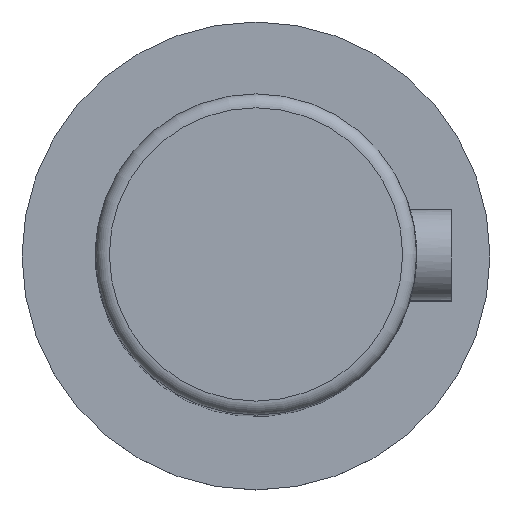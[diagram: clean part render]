
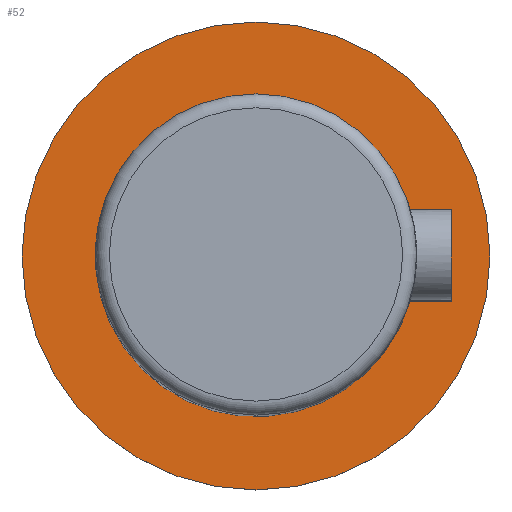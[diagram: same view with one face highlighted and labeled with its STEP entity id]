
A CAD part, top view. The second image highlights one B-rep face of the part: STEP entity #52.
In plain terms, the highlighted planar face has unit normal (0, 0, 1).
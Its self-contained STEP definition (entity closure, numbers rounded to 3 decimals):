
#52 = ADVANCED_FACE( '', ( #111, #112 ), #113, .T. );
#111 = FACE_OUTER_BOUND( '', #178, .T. );
#112 = FACE_BOUND( '', #179, .T. );
#113 = PLANE( '', #180 );
#178 = EDGE_LOOP( '', ( #260 ) );
#179 = EDGE_LOOP( '', ( #261, #262, #263, #264 ) );
#180 = AXIS2_PLACEMENT_3D( '', #265, #266, #267 );
#260 = ORIENTED_EDGE( '', *, *, #385, .T. );
#261 = ORIENTED_EDGE( '', *, *, #386, .F. );
#262 = ORIENTED_EDGE( '', *, *, #387, .F. );
#263 = ORIENTED_EDGE( '', *, *, #388, .F. );
#264 = ORIENTED_EDGE( '', *, *, #389, .F. );
#265 = CARTESIAN_POINT( '', ( 33.5, 0., -62.75 ) );
#266 = DIRECTION( '', ( 0., 0., 1. ) );
#267 = DIRECTION( '', ( 1., 0., 0. ) );
#385 = EDGE_CURVE( '', #451, #451, #452, .T. );
#386 = EDGE_CURVE( '', #453, #454, #455, .T. );
#387 = EDGE_CURVE( '', #456, #453, #457, .T. );
#388 = EDGE_CURVE( '', #458, #456, #459, .T. );
#389 = EDGE_CURVE( '', #454, #458, #460, .T. );
#451 = VERTEX_POINT( '', #540 );
#452 = CIRCLE( '', #541, 33.5 );
#453 = VERTEX_POINT( '', #542 );
#454 = VERTEX_POINT( '', #543 );
#455 = LINE( '', #544, #545 );
#456 = VERTEX_POINT( '', #546 );
#457 = LINE( '', #547, #548 );
#458 = VERTEX_POINT( '', #549 );
#459 = CIRCLE( '', #550, 23. );
#460 = LINE( '', #551, #552 );
#540 = CARTESIAN_POINT( '', ( 33.5, 0., -62.75 ) );
#541 = AXIS2_PLACEMENT_3D( '', #666, #667, #668 );
#542 = CARTESIAN_POINT( '', ( 27.969, -6.5, -62.75 ) );
#543 = CARTESIAN_POINT( '', ( 27.969, 6.5, -62.75 ) );
#544 = CARTESIAN_POINT( '', ( 27.969, -6.5, -62.75 ) );
#545 = VECTOR( '', #669, 1000. );
#546 = CARTESIAN_POINT( '', ( 22.062, -6.5, -62.75 ) );
#547 = CARTESIAN_POINT( '', ( 19.969, -6.5, -62.75 ) );
#548 = VECTOR( '', #670, 1000. );
#549 = CARTESIAN_POINT( '', ( 22.062, 6.5, -62.75 ) );
#550 = AXIS2_PLACEMENT_3D( '', #671, #672, #673 );
#551 = CARTESIAN_POINT( '', ( 27.969, 6.5, -62.75 ) );
#552 = VECTOR( '', #674, 1000. );
#666 = CARTESIAN_POINT( '', ( 0., 0., -62.75 ) );
#667 = DIRECTION( '', ( 0., 0., 1. ) );
#668 = DIRECTION( '', ( 1., 0., 0. ) );
#669 = DIRECTION( '', ( 0., 1., 0. ) );
#670 = DIRECTION( '', ( 1., 0., 0. ) );
#671 = CARTESIAN_POINT( '', ( 0., 0., -62.75 ) );
#672 = DIRECTION( '', ( 0., 0., 1. ) );
#673 = DIRECTION( '', ( 1., 0., 0. ) );
#674 = DIRECTION( '', ( -1., 0., 0. ) );
